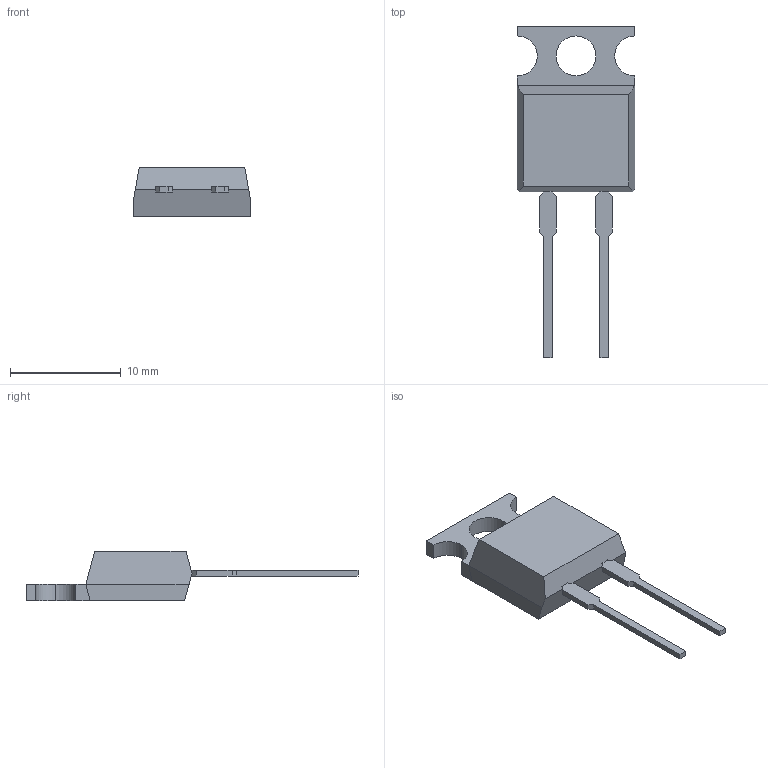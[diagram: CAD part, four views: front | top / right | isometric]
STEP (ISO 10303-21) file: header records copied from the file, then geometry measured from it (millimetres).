
FILE_DESCRIPTION (( 'STEP AP214' ), '1' );
FILE_NAME ('MPR20HR22J.STEP', '2020-08-27T07:26:38', ( '' ), ( '' ), 'SwSTEP 2.0', 'SolidWorks 2017', '' );
FILE_SCHEMA (( 'AUTOMOTIVE_DESIGN' ));
Length unit declared in the file: millimetre
Products named in the file (1): MPR20HR22J
Bounding box: 10.6 x 30 x 4.5 mm (x, y, z)
Volume: 486 mm3; surface area: 589.5 mm2
Topology: 4 solids, 4 shells, 61 faces, 157 edges, 104 vertices
Faces by surface type: plane 56, cylinder 5
Entity records: 1890 total; most frequent: CARTESIAN_POINT 323, ORIENTED_EDGE 314, DIRECTION 291, EDGE_CURVE 157, LINE 147, VECTOR 147, VERTEX_POINT 104, AXIS2_PLACEMENT_3D 72
